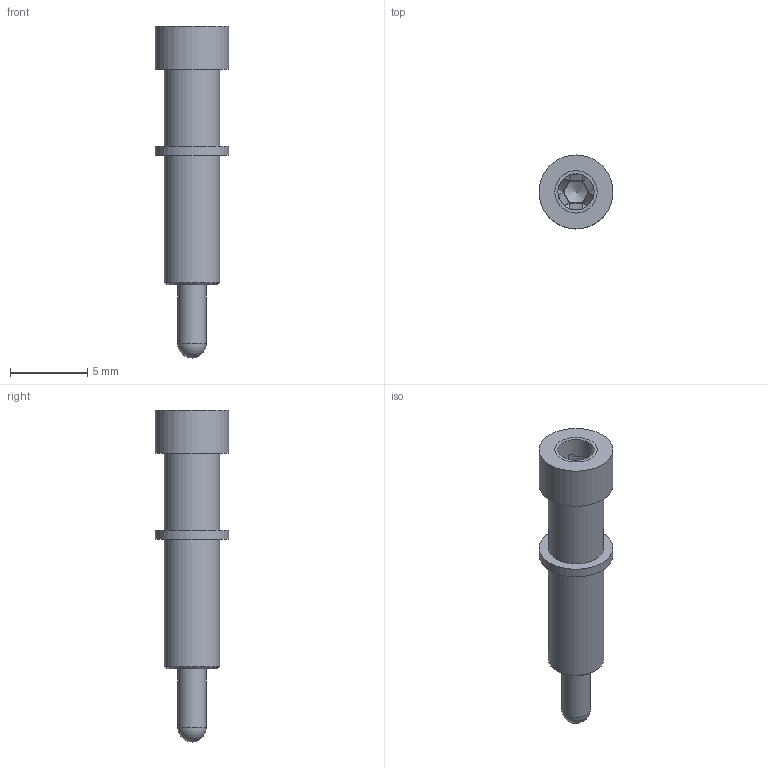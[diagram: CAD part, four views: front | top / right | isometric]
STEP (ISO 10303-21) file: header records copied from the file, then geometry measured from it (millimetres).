
FILE_DESCRIPTION(/* description */ (''),/* implementation_level */ '2;1');
FILE_NAME(/* name */ 'MachinePin_Large_Standard_Gold v4.step',/* time_stamp */ '2026-01-07T11:17:46-08:00',/* author */ (''),/* organization */ (''),/* preprocessor_version */ 'ST-DEVELOPER v20.1',/* originating_system */ 'Autodesk Translation Framework v14.21.0.0',/* authorisation */ '');
FILE_SCHEMA (('AUTOMOTIVE_DESIGN { 1 0 10303 214 3 1 1 }'));
Length unit declared in the file: millimetre
Products named in the file (2): MachinePin_Large_Standard_Gold; MpinContact_Large
Assembly tree (1 placements, depth 2):
  MachinePin_Large_Standard_Gold
    MpinContact_Large
Bounding box: 4.8 x 4.8 x 21.55 mm (x, y, z)
Volume: 175.4 mm3; surface area: 387.2 mm2
Topology: 2 solids, 2 shells, 125 faces, 295 edges, 176 vertices
Faces by surface type: plane 72, cylinder 20, bspline 18, cone 14, sphere 1
Full cylindrical faces by diameter (mm): 1.85 x1, 2.35 x1, 2.75 x2, 3.6 x2, 4.8 x2
Entity records: 4389 total; most frequent: CARTESIAN_POINT 1635, ORIENTED_EDGE 586, DIRECTION 508, EDGE_CURVE 293, LINE 178, VECTOR 178, VERTEX_POINT 176, AXIS2_PLACEMENT_3D 165
